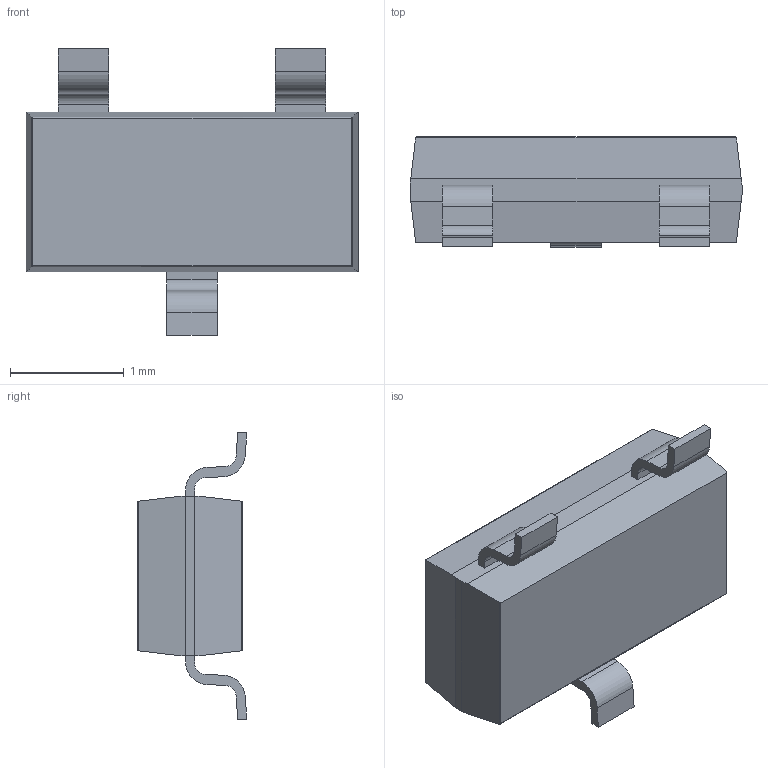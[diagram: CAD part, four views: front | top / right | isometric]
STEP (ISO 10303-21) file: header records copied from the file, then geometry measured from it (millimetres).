
FILE_DESCRIPTION(('STEP AP242'),'1');
FILE_NAME('fdn340p.stp','2020-12-02T11:22:05',('TraceParts'),('TraceParts S.A.'),'Spatial InterOp 3D',' ',' ');
FILE_SCHEMA(('AP242_MANAGED_MODEL_BASED_3D_ENGINEERING_MIM_LF {1 0 10303 442 1 1 4}'));
Length unit declared in the file: millimetre
Products named in the file (1): fdn340p
Bounding box: 2.92 x 0.96 x 2.52 mm (x, y, z)
Volume: 3.7 mm3; surface area: 18 mm2
Topology: 1 solids, 1 shells, 61 faces, 176 edges, 120 vertices
Faces by surface type: plane 41, cylinder 20
Entity records: 2654 total; most frequent: CARTESIAN_POINT 534, ORIENTED_EDGE 352, DIRECTION 316, EDGE_CURVE 176, LINE 128, VECTOR 128, VERTEX_POINT 120, AXIS2_PLACEMENT_3D 94
